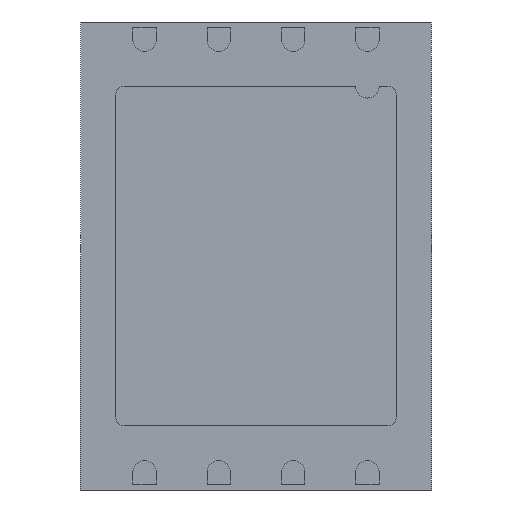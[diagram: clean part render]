
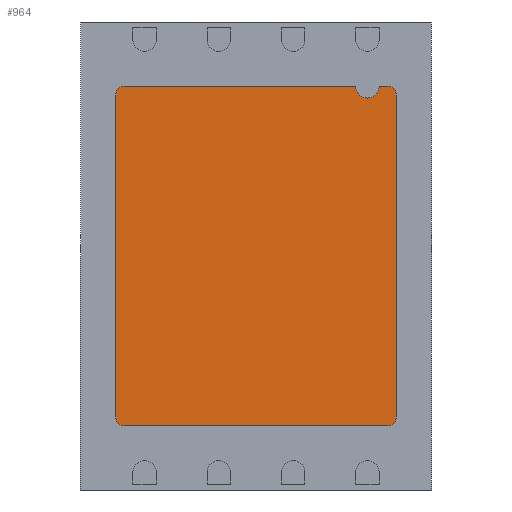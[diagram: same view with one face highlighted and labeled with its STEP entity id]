
A CAD part, front view. The second image highlights one B-rep face of the part: STEP entity #964.
In plain terms, the highlighted planar face has unit normal (0, -1, 0).
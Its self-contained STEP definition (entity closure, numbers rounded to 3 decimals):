
#52 = CIRCLE ( 'NONE', #1073, 0.15 ) ;
#54 = EDGE_CURVE ( 'NONE', #105, #4677, #3686, .T. ) ;
#105 = VERTEX_POINT ( 'NONE', #1965 ) ;
#237 = ORIENTED_EDGE ( 'NONE', *, *, #5566, .F. ) ;
#322 = ORIENTED_EDGE ( 'NONE', *, *, #3389, .F. ) ;
#330 = ORIENTED_EDGE ( 'NONE', *, *, #4285, .T. ) ;
#471 = DIRECTION ( 'NONE',  ( 0., 1., 0. ) ) ;
#512 = DIRECTION ( 'NONE',  ( 0., 1., 0. ) ) ;
#553 = DIRECTION ( 'NONE',  ( 0., 0., 1. ) ) ;
#602 = CARTESIAN_POINT ( 'NONE',  ( 2.4, -0.01, 2.75 ) ) ;
#671 = LINE ( 'NONE', #602, #3619 ) ;
#689 = LINE ( 'NONE', #2414, #5352 ) ;
#928 = AXIS2_PLACEMENT_3D ( 'NONE', #3091, #512, #3183 ) ;
#942 = CARTESIAN_POINT ( 'NONE',  ( 2.25, -0.01, 2.9 ) ) ;
#964 = ADVANCED_FACE ( 'NONE', ( #3678 ), #4164, .F. ) ;
#966 = CARTESIAN_POINT ( 'NONE',  ( 2.25, -0.01, -2.9 ) ) ;
#1020 = DIRECTION ( 'NONE',  ( -1., 0., 0. ) ) ;
#1073 = AXIS2_PLACEMENT_3D ( 'NONE', #4390, #471, #1289 ) ;
#1084 = CIRCLE ( 'NONE', #3141, 0.15 ) ;
#1184 = CIRCLE ( 'NONE', #3338, 0.15 ) ;
#1289 = DIRECTION ( 'NONE',  ( 0., 0., 1. ) ) ;
#1314 = AXIS2_PLACEMENT_3D ( 'NONE', #3477, #3818, #3012 ) ;
#1398 = VECTOR ( 'NONE', #1878, 1000. ) ;
#1467 = CARTESIAN_POINT ( 'NONE',  ( 2.4, -0.01, 2.75 ) ) ;
#1489 = ORIENTED_EDGE ( 'NONE', *, *, #3991, .F. ) ;
#1492 = DIRECTION ( 'NONE',  ( 0., 0., 1. ) ) ;
#1581 = CARTESIAN_POINT ( 'NONE',  ( -2.4, -0.01, -2.75 ) ) ;
#1729 = VECTOR ( 'NONE', #2728, 1000. ) ;
#1878 = DIRECTION ( 'NONE',  ( 1., 0., 0. ) ) ;
#1965 = CARTESIAN_POINT ( 'NONE',  ( 2.105, -0.01, 2.9 ) ) ;
#2087 = VERTEX_POINT ( 'NONE', #4002 ) ;
#2233 = VERTEX_POINT ( 'NONE', #2743 ) ;
#2248 = ORIENTED_EDGE ( 'NONE', *, *, #2470, .F. ) ;
#2265 = ORIENTED_EDGE ( 'NONE', *, *, #5041, .F. ) ;
#2271 = DIRECTION ( 'NONE',  ( 0., 0., 1. ) ) ;
#2396 = DIRECTION ( 'NONE',  ( 0., 0., -1. ) ) ;
#2414 = CARTESIAN_POINT ( 'NONE',  ( -2.4, -0.01, 2.75 ) ) ;
#2445 = ORIENTED_EDGE ( 'NONE', *, *, #54, .F. ) ;
#2470 = EDGE_CURVE ( 'NONE', #4677, #3947, #5191, .T. ) ;
#2520 = CARTESIAN_POINT ( 'NONE',  ( 2.25, -0.01, -2.9 ) ) ;
#2712 = DIRECTION ( 'NONE',  ( 0., 1., 0. ) ) ;
#2728 = DIRECTION ( 'NONE',  ( 1., 0., 0. ) ) ;
#2731 = LINE ( 'NONE', #966, #3522 ) ;
#2743 = CARTESIAN_POINT ( 'NONE',  ( -2.4, -0.01, 2.75 ) ) ;
#2879 = DIRECTION ( 'NONE',  ( 0., 1., 0. ) ) ;
#3012 = DIRECTION ( 'NONE',  ( 0., 0., 1. ) ) ;
#3091 = CARTESIAN_POINT ( 'NONE',  ( 2.25, -0.01, 2.75 ) ) ;
#3141 = AXIS2_PLACEMENT_3D ( 'NONE', #4585, #2712, #2271 ) ;
#3162 = CARTESIAN_POINT ( 'NONE',  ( 2.25, -0.01, 2.9 ) ) ;
#3183 = DIRECTION ( 'NONE',  ( 0., 0., 1. ) ) ;
#3307 = CARTESIAN_POINT ( 'NONE',  ( 1.905, -0.01, 2.9 ) ) ;
#3338 = AXIS2_PLACEMENT_3D ( 'NONE', #4543, #5483, #553 ) ;
#3389 = EDGE_CURVE ( 'NONE', #2087, #5190, #52, .T. ) ;
#3477 = CARTESIAN_POINT ( 'NONE',  ( 1.905, -0.01, 2.9 ) ) ;
#3522 = VECTOR ( 'NONE', #1020, 1000. ) ;
#3614 = CARTESIAN_POINT ( 'NONE',  ( 2.25, -0.01, 2.9 ) ) ;
#3619 = VECTOR ( 'NONE', #2396, 1000. ) ;
#3622 = AXIS2_PLACEMENT_3D ( 'NONE', #3307, #2879, #1492 ) ;
#3678 = FACE_OUTER_BOUND ( 'NONE', #4957, .T. ) ;
#3686 = LINE ( 'NONE', #942, #1398 ) ;
#3748 = DIRECTION ( 'NONE',  ( 0., 0., 1. ) ) ;
#3774 = CARTESIAN_POINT ( 'NONE',  ( 2.4, -0.01, -2.75 ) ) ;
#3818 = DIRECTION ( 'NONE',  ( 0., 1., 0. ) ) ;
#3879 = EDGE_CURVE ( 'NONE', #5190, #2233, #689, .T. ) ;
#3947 = VERTEX_POINT ( 'NONE', #1467 ) ;
#3991 = EDGE_CURVE ( 'NONE', #4098, #5159, #1084, .T. ) ;
#4002 = CARTESIAN_POINT ( 'NONE',  ( -2.25, -0.01, -2.9 ) ) ;
#4098 = VERTEX_POINT ( 'NONE', #3774 ) ;
#4112 = LINE ( 'NONE', #3162, #1729 ) ;
#4148 = ORIENTED_EDGE ( 'NONE', *, *, #5606, .F. ) ;
#4164 = PLANE ( 'NONE',  #1314 ) ;
#4285 = EDGE_CURVE ( 'NONE', #105, #5143, #5361, .T. ) ;
#4384 = ORIENTED_EDGE ( 'NONE', *, *, #4488, .F. ) ;
#4390 = CARTESIAN_POINT ( 'NONE',  ( -2.25, -0.01, -2.75 ) ) ;
#4488 = EDGE_CURVE ( 'NONE', #5607, #5143, #4112, .T. ) ;
#4543 = CARTESIAN_POINT ( 'NONE',  ( -2.25, -0.01, 2.75 ) ) ;
#4585 = CARTESIAN_POINT ( 'NONE',  ( 2.25, -0.01, -2.75 ) ) ;
#4677 = VERTEX_POINT ( 'NONE', #3614 ) ;
#4807 = ORIENTED_EDGE ( 'NONE', *, *, #3879, .F. ) ;
#4957 = EDGE_LOOP ( 'NONE', ( #330, #4384, #4148, #4807, #322, #2265, #1489, #237, #2248, #2445 ) ) ;
#5041 = EDGE_CURVE ( 'NONE', #5159, #2087, #2731, .T. ) ;
#5051 = CARTESIAN_POINT ( 'NONE',  ( -2.25, -0.01, 2.9 ) ) ;
#5143 = VERTEX_POINT ( 'NONE', #5679 ) ;
#5159 = VERTEX_POINT ( 'NONE', #2520 ) ;
#5190 = VERTEX_POINT ( 'NONE', #1581 ) ;
#5191 = CIRCLE ( 'NONE', #928, 0.15 ) ;
#5352 = VECTOR ( 'NONE', #3748, 1000. ) ;
#5361 = CIRCLE ( 'NONE', #3622, 0.2 ) ;
#5483 = DIRECTION ( 'NONE',  ( 0., 1., 0. ) ) ;
#5566 = EDGE_CURVE ( 'NONE', #3947, #4098, #671, .T. ) ;
#5606 = EDGE_CURVE ( 'NONE', #2233, #5607, #1184, .T. ) ;
#5607 = VERTEX_POINT ( 'NONE', #5051 ) ;
#5679 = CARTESIAN_POINT ( 'NONE',  ( 1.705, -0.01, 2.9 ) ) ;
